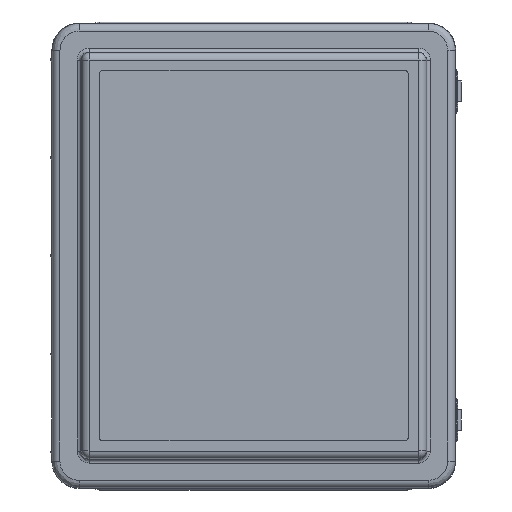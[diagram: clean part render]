
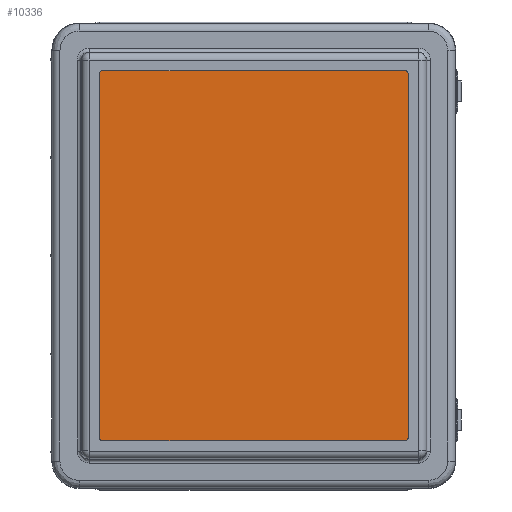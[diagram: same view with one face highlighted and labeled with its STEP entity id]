
A CAD part, top view. The second image highlights one B-rep face of the part: STEP entity #10336.
In plain terms, the highlighted planar face has unit normal (0, 0, 1).
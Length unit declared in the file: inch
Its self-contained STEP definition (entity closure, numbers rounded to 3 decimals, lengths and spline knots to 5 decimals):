
#564 = EDGE_CURVE ( 'NONE', #32869, #27836, #61889, .T. ) ;
#1571 = DIRECTION ( 'NONE',  ( 0., 0., -1. ) ) ;
#3135 = CARTESIAN_POINT ( 'NONE',  ( 5.12954, -6., 1.70276 ) ) ;
#4498 = VECTOR ( 'NONE', #18122, 39.37008 ) ;
#4906 = CIRCLE ( 'NONE', #46354, 0.125 ) ;
#5101 = DIRECTION ( 'NONE',  ( 0., 0., -1. ) ) ;
#8041 = AXIS2_PLACEMENT_3D ( 'NONE', #25044, #1571, #13162 ) ;
#8150 = CARTESIAN_POINT ( 'NONE',  ( 0.00454, 0., 1.70276 ) ) ;
#8802 = VERTEX_POINT ( 'NONE', #15798 ) ;
#8988 = VERTEX_POINT ( 'NONE', #28405 ) ;
#9017 = VECTOR ( 'NONE', #31710, 39.37008 ) ;
#10308 = FACE_OUTER_BOUND ( 'NONE', #13861, .T. ) ;
#10336 = ADVANCED_FACE ( 'NONE', ( #10308 ), #49040, .T. ) ;
#11757 = ORIENTED_EDGE ( 'NONE', *, *, #43523, .F. ) ;
#12339 = EDGE_CURVE ( 'NONE', #56195, #32869, #45230, .T. ) ;
#13162 = DIRECTION ( 'NONE',  ( -1., 0., 0. ) ) ;
#13861 = EDGE_LOOP ( 'NONE', ( #51353, #37050, #11757, #52681, #32240, #41282, #21620, #21125 ) ) ;
#14453 = DIRECTION ( 'NONE',  ( 1., 0., 0. ) ) ;
#15282 = CARTESIAN_POINT ( 'NONE',  ( -4.99546, -6.125, 1.70276 ) ) ;
#15798 = CARTESIAN_POINT ( 'NONE',  ( 5.12954, -6., 1.70276 ) ) ;
#17285 = EDGE_CURVE ( 'NONE', #27836, #35136, #40644, .T. ) ;
#18005 = CARTESIAN_POINT ( 'NONE',  ( -5.12046, 6., 1.70276 ) ) ;
#18122 = DIRECTION ( 'NONE',  ( 1., 0., 0. ) ) ;
#20892 = CIRCLE ( 'NONE', #8041, 0.125 ) ;
#20945 = CARTESIAN_POINT ( 'NONE',  ( -5.12046, -6., 1.70276 ) ) ;
#21125 = ORIENTED_EDGE ( 'NONE', *, *, #30807, .F. ) ;
#21620 = ORIENTED_EDGE ( 'NONE', *, *, #12339, .F. ) ;
#22502 = CARTESIAN_POINT ( 'NONE',  ( -4.99546, -6., 1.70276 ) ) ;
#22573 = LINE ( 'NONE', #64377, #4498 ) ;
#24341 = AXIS2_PLACEMENT_3D ( 'NONE', #22502, #62413, #62908 ) ;
#25044 = CARTESIAN_POINT ( 'NONE',  ( 5.00454, 6., 1.70276 ) ) ;
#27836 = VERTEX_POINT ( 'NONE', #20945 ) ;
#28405 = CARTESIAN_POINT ( 'NONE',  ( 5.12954, 6., 1.70276 ) ) ;
#28761 = CARTESIAN_POINT ( 'NONE',  ( 5.00454, -6., 1.70276 ) ) ;
#30514 = CARTESIAN_POINT ( 'NONE',  ( -4.99546, 6.125, 1.70276 ) ) ;
#30620 = CARTESIAN_POINT ( 'NONE',  ( 5.00454, -6.125, 1.70276 ) ) ;
#30807 = EDGE_CURVE ( 'NONE', #8802, #56195, #4906, .T. ) ;
#31710 = DIRECTION ( 'NONE',  ( 0., 1., 0. ) ) ;
#32240 = ORIENTED_EDGE ( 'NONE', *, *, #17285, .F. ) ;
#32869 = VERTEX_POINT ( 'NONE', #67712 ) ;
#35136 = VERTEX_POINT ( 'NONE', #18005 ) ;
#37050 = ORIENTED_EDGE ( 'NONE', *, *, #39317, .F. ) ;
#37959 = VECTOR ( 'NONE', #44312, 39.37008 ) ;
#39317 = EDGE_CURVE ( 'NONE', #73880, #8988, #20892, .T. ) ;
#40644 = LINE ( 'NONE', #68104, #9017 ) ;
#41282 = ORIENTED_EDGE ( 'NONE', *, *, #564, .F. ) ;
#42740 = DIRECTION ( 'NONE',  ( 0., 0., 1. ) ) ;
#43523 = EDGE_CURVE ( 'NONE', #68571, #73880, #22573, .T. ) ;
#44312 = DIRECTION ( 'NONE',  ( 0., -1., 0. ) ) ;
#45230 = LINE ( 'NONE', #15282, #54245 ) ;
#45497 = DIRECTION ( 'NONE',  ( -1., 0., 0. ) ) ;
#46354 = AXIS2_PLACEMENT_3D ( 'NONE', #28761, #46428, #57543 ) ;
#46428 = DIRECTION ( 'NONE',  ( 0., 0., -1. ) ) ;
#46429 = CARTESIAN_POINT ( 'NONE',  ( 5.00454, 6.125, 1.70276 ) ) ;
#48818 = LINE ( 'NONE', #3135, #37959 ) ;
#49040 = PLANE ( 'NONE',  #59298 ) ;
#50255 = AXIS2_PLACEMENT_3D ( 'NONE', #57325, #5101, #45497 ) ;
#50905 = CIRCLE ( 'NONE', #50255, 0.125 ) ;
#51353 = ORIENTED_EDGE ( 'NONE', *, *, #65157, .F. ) ;
#52681 = ORIENTED_EDGE ( 'NONE', *, *, #70587, .F. ) ;
#54245 = VECTOR ( 'NONE', #61989, 39.37008 ) ;
#56195 = VERTEX_POINT ( 'NONE', #30620 ) ;
#57325 = CARTESIAN_POINT ( 'NONE',  ( -4.99546, 6., 1.70276 ) ) ;
#57543 = DIRECTION ( 'NONE',  ( -1., 0., 0. ) ) ;
#59298 = AXIS2_PLACEMENT_3D ( 'NONE', #8150, #42740, #14453 ) ;
#61889 = CIRCLE ( 'NONE', #24341, 0.125 ) ;
#61989 = DIRECTION ( 'NONE',  ( -1., 0., 0. ) ) ;
#62413 = DIRECTION ( 'NONE',  ( 0., 0., -1. ) ) ;
#62908 = DIRECTION ( 'NONE',  ( -1., 0., 0. ) ) ;
#64377 = CARTESIAN_POINT ( 'NONE',  ( 5.00454, 6.125, 1.70276 ) ) ;
#65157 = EDGE_CURVE ( 'NONE', #8988, #8802, #48818, .T. ) ;
#67712 = CARTESIAN_POINT ( 'NONE',  ( -4.99546, -6.125, 1.70276 ) ) ;
#68104 = CARTESIAN_POINT ( 'NONE',  ( -5.12046, 6., 1.70276 ) ) ;
#68571 = VERTEX_POINT ( 'NONE', #30514 ) ;
#70587 = EDGE_CURVE ( 'NONE', #35136, #68571, #50905, .T. ) ;
#73880 = VERTEX_POINT ( 'NONE', #46429 ) ;
